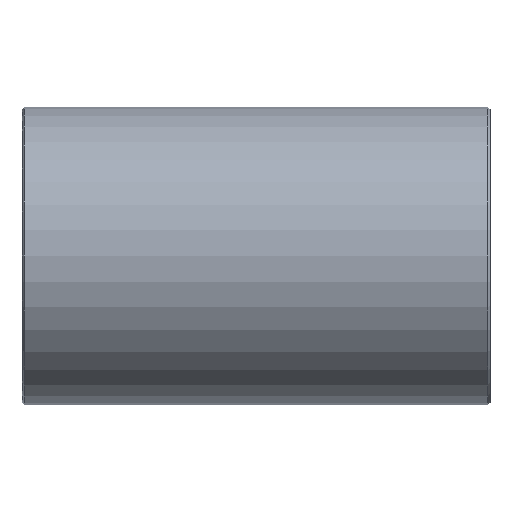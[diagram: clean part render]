
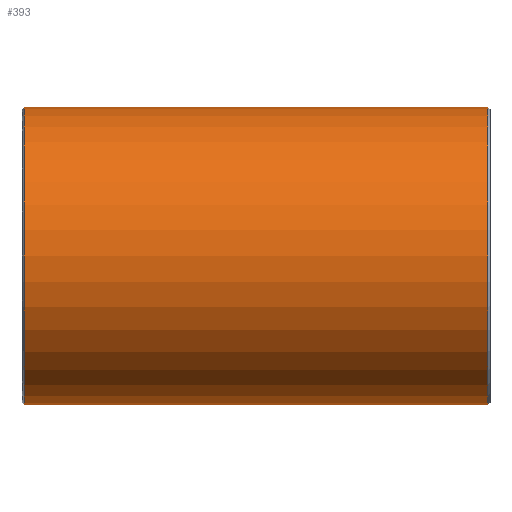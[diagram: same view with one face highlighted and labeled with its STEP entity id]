
A CAD part, front view. The second image highlights one B-rep face of the part: STEP entity #393.
In plain terms, the highlighted cylindrical face has radius 177.8 mm (diameter 355.6 mm), a partial arc.
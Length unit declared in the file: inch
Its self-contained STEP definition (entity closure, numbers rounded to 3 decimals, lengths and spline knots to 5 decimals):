
#22 = EDGE_CURVE ( 'NONE', #180, #244, #478, .T. ) ;
#34 = CIRCLE ( 'NONE', #45, 7. ) ;
#45 = AXIS2_PLACEMENT_3D ( 'NONE', #549, #314, #496 ) ;
#84 = LINE ( 'NONE', #166, #295 ) ;
#87 = ORIENTED_EDGE ( 'NONE', *, *, #252, .T. ) ;
#89 = DIRECTION ( 'NONE',  ( 0., 0., -1. ) ) ;
#97 = CARTESIAN_POINT ( 'NONE',  ( 11., 0., 0. ) ) ;
#101 = DIRECTION ( 'NONE',  ( 0., 0., 1. ) ) ;
#121 = DIRECTION ( 'NONE',  ( -1., 0., 0. ) ) ;
#127 = DIRECTION ( 'NONE',  ( -1., 0., 0. ) ) ;
#158 = VECTOR ( 'NONE', #575, 39.37008 ) ;
#166 = CARTESIAN_POINT ( 'NONE',  ( 11., 0., 7. ) ) ;
#168 = LINE ( 'NONE', #541, #158 ) ;
#173 = DIRECTION ( 'NONE',  ( -1., 0., 0. ) ) ;
#180 = VERTEX_POINT ( 'NONE', #471 ) ;
#206 = CARTESIAN_POINT ( 'NONE',  ( 10.896, 0., 7. ) ) ;
#234 = EDGE_CURVE ( 'NONE', #424, #528, #168, .T. ) ;
#241 = EDGE_CURVE ( 'NONE', #261, #292, #389, .T. ) ;
#244 = VERTEX_POINT ( 'NONE', #206 ) ;
#252 = EDGE_CURVE ( 'NONE', #244, #424, #84, .T. ) ;
#254 = ORIENTED_EDGE ( 'NONE', *, *, #386, .T. ) ;
#261 = VERTEX_POINT ( 'NONE', #586 ) ;
#270 = ORIENTED_EDGE ( 'NONE', *, *, #241, .F. ) ;
#283 = AXIS2_PLACEMENT_3D ( 'NONE', #97, #557, #101 ) ;
#286 = EDGE_CURVE ( 'NONE', #180, #261, #536, .T. ) ;
#290 = EDGE_LOOP ( 'NONE', ( #433, #552, #87, #305, #254, #270 ) ) ;
#292 = VERTEX_POINT ( 'NONE', #392 ) ;
#295 = VECTOR ( 'NONE', #397, 39.37008 ) ;
#305 = ORIENTED_EDGE ( 'NONE', *, *, #234, .T. ) ;
#307 = CARTESIAN_POINT ( 'NONE',  ( 10.896, 0., 0. ) ) ;
#314 = DIRECTION ( 'NONE',  ( 1., 0., 0. ) ) ;
#349 = CARTESIAN_POINT ( 'NONE',  ( 11., 0., -7. ) ) ;
#363 = VECTOR ( 'NONE', #121, 39.37008 ) ;
#368 = CARTESIAN_POINT ( 'NONE',  ( 0., 0., 7. ) ) ;
#386 = EDGE_CURVE ( 'NONE', #528, #292, #34, .T. ) ;
#389 = LINE ( 'NONE', #529, #363 ) ;
#392 = CARTESIAN_POINT ( 'NONE',  ( -10.896, 0., -7. ) ) ;
#393 = ADVANCED_FACE ( 'NONE', ( #510 ), #560, .T. ) ;
#397 = DIRECTION ( 'NONE',  ( -1., 0., 0. ) ) ;
#424 = VERTEX_POINT ( 'NONE', #368 ) ;
#433 = ORIENTED_EDGE ( 'NONE', *, *, #286, .F. ) ;
#471 = CARTESIAN_POINT ( 'NONE',  ( 10.896, 0., -7. ) ) ;
#478 = CIRCLE ( 'NONE', #553, 7. ) ;
#496 = DIRECTION ( 'NONE',  ( 0., 0., 1. ) ) ;
#510 = FACE_OUTER_BOUND ( 'NONE', #290, .T. ) ;
#520 = CARTESIAN_POINT ( 'NONE',  ( -10.896, 0., 7. ) ) ;
#528 = VERTEX_POINT ( 'NONE', #520 ) ;
#529 = CARTESIAN_POINT ( 'NONE',  ( 11., 0., -7. ) ) ;
#531 = VECTOR ( 'NONE', #127, 39.37008 ) ;
#536 = LINE ( 'NONE', #349, #531 ) ;
#541 = CARTESIAN_POINT ( 'NONE',  ( 11., 0., 7. ) ) ;
#549 = CARTESIAN_POINT ( 'NONE',  ( -10.896, 0., 0. ) ) ;
#552 = ORIENTED_EDGE ( 'NONE', *, *, #22, .T. ) ;
#553 = AXIS2_PLACEMENT_3D ( 'NONE', #307, #173, #89 ) ;
#557 = DIRECTION ( 'NONE',  ( -1., 0., 0. ) ) ;
#560 = CYLINDRICAL_SURFACE ( 'NONE', #283, 7. ) ;
#575 = DIRECTION ( 'NONE',  ( -1., 0., 0. ) ) ;
#586 = CARTESIAN_POINT ( 'NONE',  ( 0., 0., -7. ) ) ;
